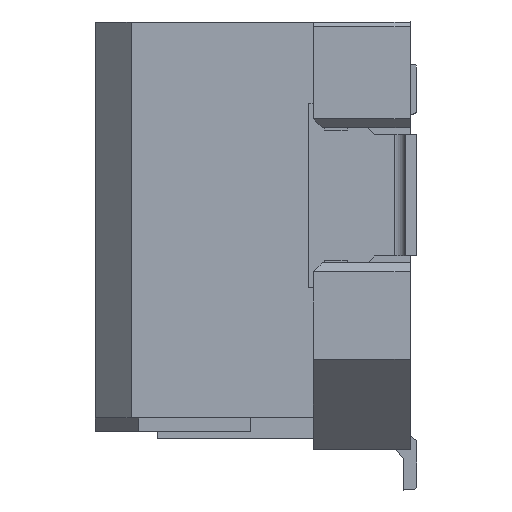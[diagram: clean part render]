
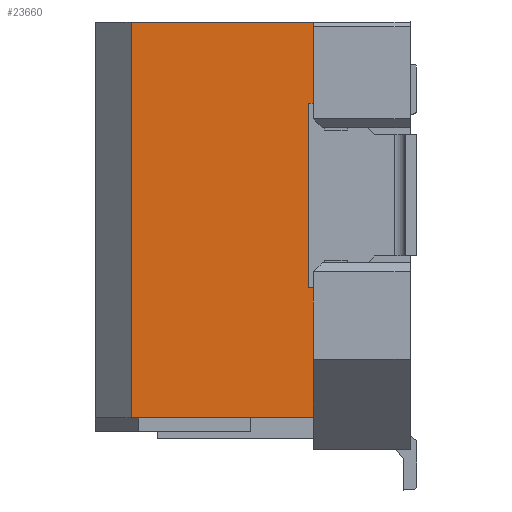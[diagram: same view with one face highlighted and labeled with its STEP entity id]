
A CAD part, left-side view. The second image highlights one B-rep face of the part: STEP entity #23660.
In plain terms, the highlighted planar face has unit normal (-1, 0, 0).
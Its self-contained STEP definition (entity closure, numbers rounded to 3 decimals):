
#22240=CARTESIAN_POINT('',(45.66,-91.45,
7.));
#22250=VERTEX_POINT('',#22240);
#22280=CARTESIAN_POINT('',(45.66,-89.086,
7.));
#22290=DIRECTION('',(0.,-1.,0.));
#22300=VECTOR('',#22290,1.);
#22310=LINE('',#22280,#22300);
#22320=CARTESIAN_POINT('',(45.66,-87.4,
7.));
#22330=VERTEX_POINT('',#22320);
#22340=EDGE_CURVE('',#22330,#22250,#22310,.T.);
#22860=CARTESIAN_POINT('',(45.66,-91.45,
5.35));
#22870=VERTEX_POINT('',#22860);
#23160=CARTESIAN_POINT('',(45.66,-91.45,
0.95));
#23170=VERTEX_POINT('',#23160);
#23200=CARTESIAN_POINT('',(45.66,-91.45,
0.5));
#23210=DIRECTION('',(0.,0.,-1.));
#23220=VECTOR('',#23210,1.);
#23230=LINE('',#23200,#23220);
#23240=EDGE_CURVE('',#22870,#23170,#23230,.T.);
#23290=CARTESIAN_POINT('',(45.66,-86.6,
-2.1));
#23300=DIRECTION('',(-1.,0.,0.));
#23310=DIRECTION('',(0.,0.,-1.));
#23320=AXIS2_PLACEMENT_3D('',#23290,#23300,#23310);
#23330=PLANE('',#23320);
#23340=CARTESIAN_POINT('',(45.66,-91.45,
0.5));
#23350=DIRECTION('',(0.,0.,1.));
#23360=VECTOR('',#23350,1.);
#23370=LINE('',#23340,#23360);
#23380=EDGE_CURVE('',#22870,#22250,#23370,.T.);
#23390=ORIENTED_EDGE('',*,*,#23380,.T.);
#23400=ORIENTED_EDGE('',*,*,#23240,.F.);
#23410=CARTESIAN_POINT('',(45.66,-91.45,
0.5));
#23420=DIRECTION('',(0.,0.,1.));
#23430=VECTOR('',#23420,1.);
#23440=LINE('',#23410,#23430);
#23450=CARTESIAN_POINT('',(45.66,-91.45,
-1.8));
#23460=VERTEX_POINT('',#23450);
#23470=EDGE_CURVE('',#23460,#23170,#23440,.T.);
#23480=ORIENTED_EDGE('',*,*,#23470,.T.);
#23490=CARTESIAN_POINT('',(45.66,-89.086,
-1.8));
#23500=DIRECTION('',(0.,-1.,0.));
#23510=VECTOR('',#23500,1.);
#23520=LINE('',#23490,#23510);
#23530=CARTESIAN_POINT('',(45.66,-87.4,
-1.8));
#23540=VERTEX_POINT('',#23530);
#23550=EDGE_CURVE('',#23540,#23460,#23520,.T.);
#23560=ORIENTED_EDGE('',*,*,#23550,.T.);
#23570=CARTESIAN_POINT('',(45.66,-87.4,
2.6));
#23580=DIRECTION('',(0.,0.,-1.));
#23590=VECTOR('',#23580,1.);
#23600=LINE('',#23570,#23590);
#23610=EDGE_CURVE('',#22330,#23540,#23600,.T.);
#23620=ORIENTED_EDGE('',*,*,#23610,.T.);
#23630=ORIENTED_EDGE('',*,*,#22340,.F.);
#23640=EDGE_LOOP('',(#23630,#23620,#23560,#23480,#23400,#23390));
#23650=FACE_OUTER_BOUND('',#23640,.T.);
#23660=ADVANCED_FACE('',(#23650),#23330,.T.);
